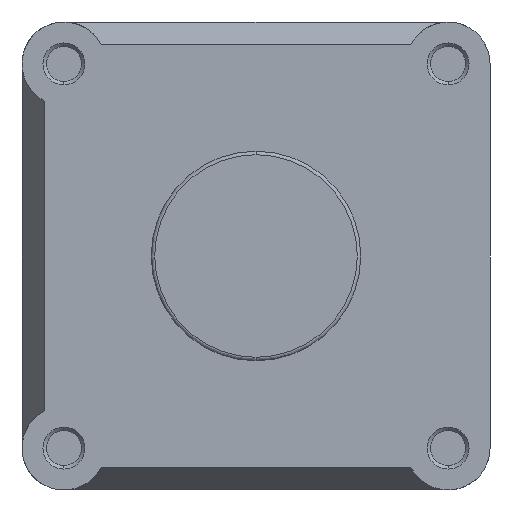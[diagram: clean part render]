
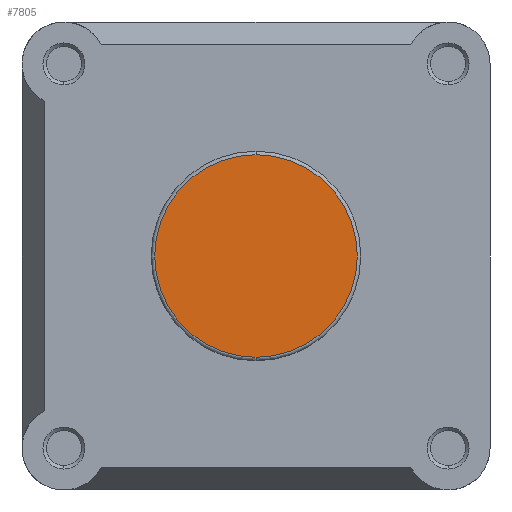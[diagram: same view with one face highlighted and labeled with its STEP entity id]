
A CAD part, left-side view. The second image highlights one B-rep face of the part: STEP entity #7805.
In plain terms, the highlighted planar face has unit normal (-1, 0, 0).
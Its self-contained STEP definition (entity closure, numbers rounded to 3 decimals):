
#699 = CARTESIAN_POINT ( 'NONE',  ( 0., 0., 0. ) ) ;
#700 = DIRECTION ( 'NONE',  ( -1., 0., 0. ) ) ;
#701 = DIRECTION ( 'NONE',  ( 0., 0., -1. ) ) ;
#889 = CARTESIAN_POINT ( 'NONE',  ( 0., 0., 0. ) ) ;
#896 = DIRECTION ( 'NONE',  ( -1., 0., 0. ) ) ;
#897 = DIRECTION ( 'NONE',  ( 0., 0., -1. ) ) ;
#2197 = FACE_OUTER_BOUND ( 'NONE', #3749, .T. ) ;
#2954 = CARTESIAN_POINT ( 'NONE',  ( 0., 30., 0. ) ) ;
#2955 = PLANE ( 'NONE',  #7420 ) ;
#2956 = DIRECTION ( 'NONE',  ( 1., 0., 0. ) ) ;
#2957 = DIRECTION ( 'NONE',  ( 0., 0., -1. ) ) ;
#3749 = EDGE_LOOP ( 'NONE', ( #4077, #4078 ) ) ;
#4077 = ORIENTED_EDGE ( 'NONE', *, *, #6901, .T. ) ;
#4078 = ORIENTED_EDGE ( 'NONE', *, *, #6824, .T. ) ;
#5047 = CIRCLE ( 'NONE', #7103, 29. ) ;
#5157 = CIRCLE ( 'NONE', #7136, 29. ) ;
#5635 = VERTEX_POINT ( 'NONE', #6539 ) ;
#5636 = VERTEX_POINT ( 'NONE', #6540 ) ;
#6539 = CARTESIAN_POINT ( 'NONE',  ( 0., 0., 29. ) ) ;
#6540 = CARTESIAN_POINT ( 'NONE',  ( 0., 0., -29. ) ) ;
#6824 = EDGE_CURVE ( 'NONE', #5635, #5636, #5047, .T. ) ;
#6901 = EDGE_CURVE ( 'NONE', #5636, #5635, #5157, .T. ) ;
#7103 = AXIS2_PLACEMENT_3D ( 'NONE', #699, #700, #701 ) ;
#7136 = AXIS2_PLACEMENT_3D ( 'NONE', #889, #896, #897 ) ;
#7420 = AXIS2_PLACEMENT_3D ( 'NONE', #2954, #2956, #2957 ) ;
#7805 = ADVANCED_FACE ( 'NONE', ( #2197 ), #2955, .F. ) ;
